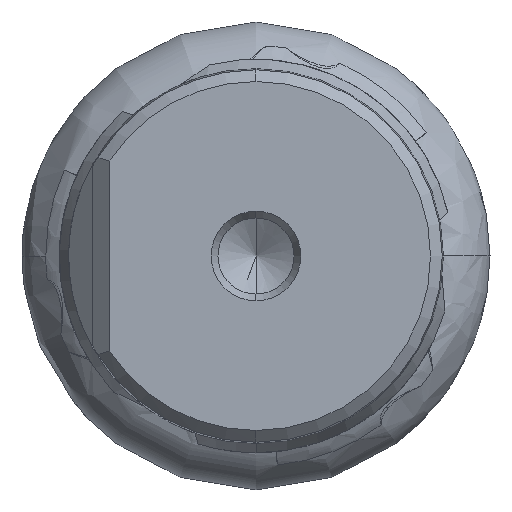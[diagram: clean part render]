
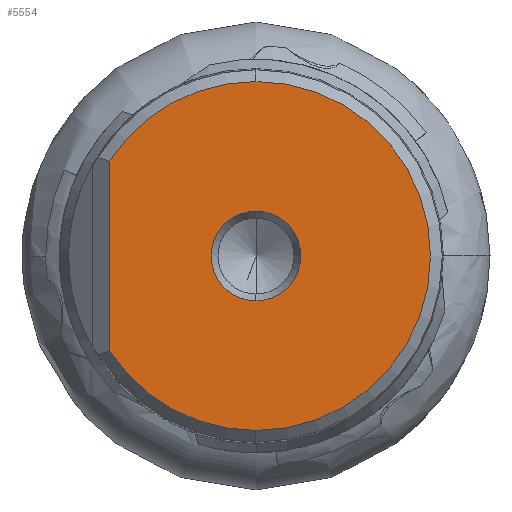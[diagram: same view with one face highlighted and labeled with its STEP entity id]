
A CAD part, left-side view. The second image highlights one B-rep face of the part: STEP entity #5554.
In plain terms, the highlighted planar face has unit normal (-1, 0, 0).
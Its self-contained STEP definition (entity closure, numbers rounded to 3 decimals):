
#124 = ORIENTED_EDGE ( 'NONE', *, *, #5889, .F. ) ;
#247 = AXIS2_PLACEMENT_3D ( 'NONE', #1382, #2909, #1938 ) ;
#461 = EDGE_LOOP ( 'NONE', ( #4082, #124, #570, #871 ) ) ;
#477 = CIRCLE ( 'NONE', #3509, 14.9 ) ;
#561 = EDGE_CURVE ( 'NONE', #2076, #1329, #477, .T. ) ;
#570 = ORIENTED_EDGE ( 'NONE', *, *, #3918, .F. ) ;
#593 = AXIS2_PLACEMENT_3D ( 'NONE', #4986, #5922, #1128 ) ;
#647 = CARTESIAN_POINT ( 'NONE',  ( -98.75, 12.5, -25. ) ) ;
#733 = AXIS2_PLACEMENT_3D ( 'NONE', #1921, #6398, #3883 ) ;
#762 = FACE_BOUND ( 'NONE', #1785, .T. ) ;
#871 = ORIENTED_EDGE ( 'NONE', *, *, #561, .F. ) ;
#1004 = DIRECTION ( 'NONE',  ( 0., 0., -1. ) ) ;
#1076 = CIRCLE ( 'NONE', #3526, 3.827 ) ;
#1128 = DIRECTION ( 'NONE',  ( 0., 0., 1. ) ) ;
#1329 = VERTEX_POINT ( 'NONE', #2568 ) ;
#1382 = CARTESIAN_POINT ( 'NONE',  ( -98.75, 0., 0. ) ) ;
#1785 = EDGE_LOOP ( 'NONE', ( #5994, #1803 ) ) ;
#1803 = ORIENTED_EDGE ( 'NONE', *, *, #4652, .T. ) ;
#1854 = CARTESIAN_POINT ( 'NONE',  ( -98.75, 0., 0. ) ) ;
#1921 = CARTESIAN_POINT ( 'NONE',  ( -98.75, 0., 0. ) ) ;
#1938 = DIRECTION ( 'NONE',  ( 0., 0., -1. ) ) ;
#2039 = CARTESIAN_POINT ( 'NONE',  ( -98.75, 12.5, 8.109 ) ) ;
#2076 = VERTEX_POINT ( 'NONE', #2039 ) ;
#2282 = EDGE_CURVE ( 'NONE', #5644, #2076, #4859, .T. ) ;
#2408 = CARTESIAN_POINT ( 'NONE',  ( -98.75, 0., -3.827 ) ) ;
#2412 = DIRECTION ( 'NONE',  ( 1., 0., 0. ) ) ;
#2568 = CARTESIAN_POINT ( 'NONE',  ( -98.75, 0., 14.9 ) ) ;
#2734 = EDGE_CURVE ( 'NONE', #6203, #5302, #6091, .T. ) ;
#2816 = CIRCLE ( 'NONE', #3982, 14.9 ) ;
#2909 = DIRECTION ( 'NONE',  ( 1., 0., 0. ) ) ;
#3015 = DIRECTION ( 'NONE',  ( 1., 0., 0. ) ) ;
#3509 = AXIS2_PLACEMENT_3D ( 'NONE', #1854, #6336, #4821 ) ;
#3521 = PLANE ( 'NONE',  #593 ) ;
#3526 = AXIS2_PLACEMENT_3D ( 'NONE', #6461, #2412, #5212 ) ;
#3565 = VECTOR ( 'NONE', #5121, 1000. ) ;
#3629 = CARTESIAN_POINT ( 'NONE',  ( -98.75, 12.5, -8.109 ) ) ;
#3883 = DIRECTION ( 'NONE',  ( 0., 0., -1. ) ) ;
#3918 = EDGE_CURVE ( 'NONE', #1329, #6176, #2816, .T. ) ;
#3982 = AXIS2_PLACEMENT_3D ( 'NONE', #5962, #3015, #1004 ) ;
#4082 = ORIENTED_EDGE ( 'NONE', *, *, #2282, .F. ) ;
#4652 = EDGE_CURVE ( 'NONE', #5302, #6203, #1076, .T. ) ;
#4667 = CARTESIAN_POINT ( 'NONE',  ( -98.75, 0., 3.827 ) ) ;
#4821 = DIRECTION ( 'NONE',  ( 0., 0., -1. ) ) ;
#4859 = LINE ( 'NONE', #647, #3565 ) ;
#4986 = CARTESIAN_POINT ( 'NONE',  ( -98.75, 14.9, 0. ) ) ;
#5121 = DIRECTION ( 'NONE',  ( 0., 0., 1. ) ) ;
#5196 = CARTESIAN_POINT ( 'NONE',  ( -98.75, 0., -14.9 ) ) ;
#5212 = DIRECTION ( 'NONE',  ( 0., 0., -1. ) ) ;
#5302 = VERTEX_POINT ( 'NONE', #2408 ) ;
#5554 = ADVANCED_FACE ( 'NONE', ( #5587, #762 ), #3521, .T. ) ;
#5587 = FACE_OUTER_BOUND ( 'NONE', #461, .T. ) ;
#5644 = VERTEX_POINT ( 'NONE', #3629 ) ;
#5889 = EDGE_CURVE ( 'NONE', #6176, #5644, #6204, .T. ) ;
#5922 = DIRECTION ( 'NONE',  ( -1., 0., 0. ) ) ;
#5962 = CARTESIAN_POINT ( 'NONE',  ( -98.75, 0., 0. ) ) ;
#5994 = ORIENTED_EDGE ( 'NONE', *, *, #2734, .T. ) ;
#6091 = CIRCLE ( 'NONE', #733, 3.827 ) ;
#6176 = VERTEX_POINT ( 'NONE', #5196 ) ;
#6203 = VERTEX_POINT ( 'NONE', #4667 ) ;
#6204 = CIRCLE ( 'NONE', #247, 14.9 ) ;
#6336 = DIRECTION ( 'NONE',  ( 1., 0., 0. ) ) ;
#6398 = DIRECTION ( 'NONE',  ( 1., 0., 0. ) ) ;
#6461 = CARTESIAN_POINT ( 'NONE',  ( -98.75, 0., 0. ) ) ;
